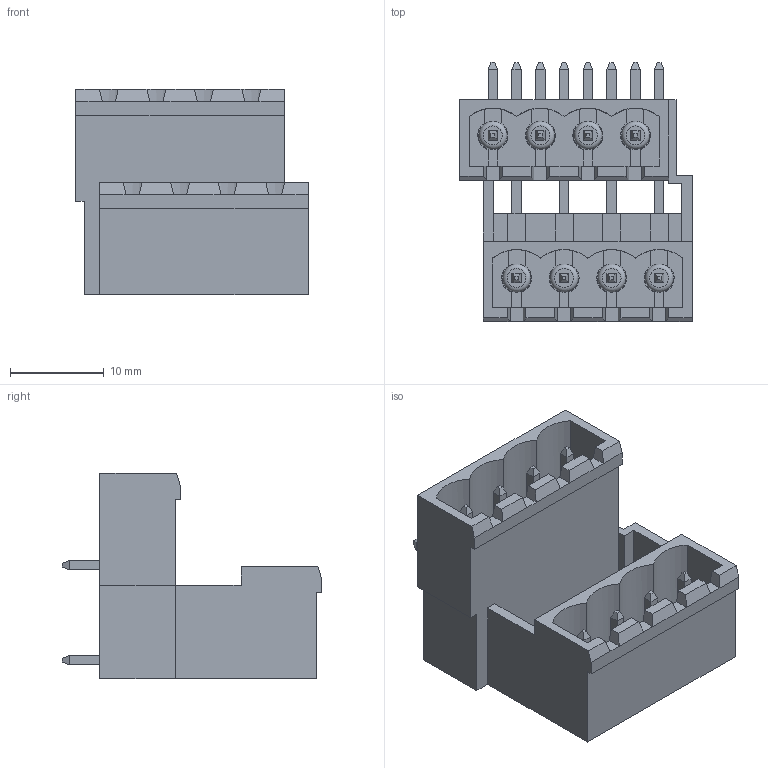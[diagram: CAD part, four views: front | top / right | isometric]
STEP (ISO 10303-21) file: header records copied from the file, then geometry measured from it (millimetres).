
FILE_DESCRIPTION( ( 'Unknown' ), '1' );
FILE_NAME( '691319510008.stp', 'Unknown', ( 'Unknown' ), ( 'Unknown' ), 'PSStep 15.0.49', 'Unknown', ' ' );
FILE_SCHEMA( ( 'AUTOMOTIVE_DESIGN { 1 0 10303 214 1 1 1 1 }' ) );
Length unit declared in the file: millimetre
Products named in the file (4): Assem1; 6913195100xx_PIN Courte; 6913195100xx_PIN Longue; 691336500008
Assembly tree (9 placements, depth 2):
  Assem1
    6913195100xx_PIN Courte  x4
    6913195100xx_PIN Longue  x4
    691336500008
Bounding box: 24.86 x 27.7 x 22 mm (x, y, z)
Volume: 3466 mm3; surface area: 6843.1 mm2
Topology: 9 solids, 9 shells, 452 faces, 1239 edges, 799 vertices
Faces by surface type: plane 404, cylinder 40, torus 8
Full cylindrical faces by diameter (mm): 2.997 x4, 3 x4
Entity records: 14167 total; most frequent: CARTESIAN_POINT 2012, ORIENTED_EDGE 1986, DIRECTION 1805, EDGE_CURVE 993, LINE 901, VECTOR 901, VERTEX_POINT 659, AXIS2_PLACEMENT_3D 452
